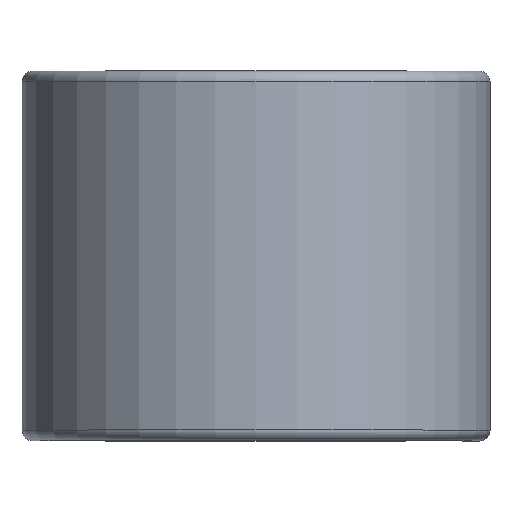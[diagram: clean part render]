
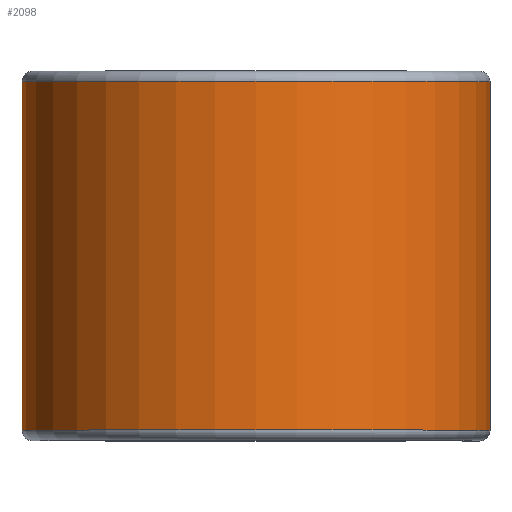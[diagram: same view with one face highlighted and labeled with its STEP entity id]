
A CAD part, top view. The second image highlights one B-rep face of the part: STEP entity #2098.
In plain terms, the highlighted cylindrical face has radius 17.094 mm (diameter 34.188 mm), a partial arc.
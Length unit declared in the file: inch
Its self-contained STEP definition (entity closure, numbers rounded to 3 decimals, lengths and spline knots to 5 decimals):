
#6 = CARTESIAN_POINT ( 'NONE',  ( 0., -0.50125, 0. ) ) ;
#269 = CARTESIAN_POINT ( 'NONE',  ( 0.673, 0.50125, 0. ) ) ;
#353 = AXIS2_PLACEMENT_3D ( 'NONE', #1191, #2389, #2356 ) ;
#445 = EDGE_CURVE ( 'NONE', #1082, #2408, #1322, .T. ) ;
#492 = CIRCLE ( 'NONE', #836, 0.673 ) ;
#531 = VERTEX_POINT ( 'NONE', #269 ) ;
#532 = DIRECTION ( 'NONE',  ( 0., -1., 0. ) ) ;
#554 = EDGE_CURVE ( 'NONE', #1232, #1082, #492, .T. ) ;
#555 = CYLINDRICAL_SURFACE ( 'NONE', #1112, 0.673 ) ;
#564 = EDGE_CURVE ( 'NONE', #1232, #531, #2068, .T. ) ;
#568 = EDGE_CURVE ( 'NONE', #531, #2408, #1919, .T. ) ;
#570 = ORIENTED_EDGE ( 'NONE', *, *, #568, .T. ) ;
#779 = ORIENTED_EDGE ( 'NONE', *, *, #445, .F. ) ;
#836 = AXIS2_PLACEMENT_3D ( 'NONE', #6, #1226, #872 ) ;
#872 = DIRECTION ( 'NONE',  ( 0., 0., -1. ) ) ;
#1082 = VERTEX_POINT ( 'NONE', #1866 ) ;
#1112 = AXIS2_PLACEMENT_3D ( 'NONE', #2060, #532, #1694 ) ;
#1120 = ORIENTED_EDGE ( 'NONE', *, *, #564, .T. ) ;
#1191 = CARTESIAN_POINT ( 'NONE',  ( 0., 0.50125, 0. ) ) ;
#1206 = DIRECTION ( 'NONE',  ( 0., 1., 0. ) ) ;
#1226 = DIRECTION ( 'NONE',  ( 0., -1., 0. ) ) ;
#1232 = VERTEX_POINT ( 'NONE', #1645 ) ;
#1300 = VECTOR ( 'NONE', #1518, 39.37008 ) ;
#1316 = CARTESIAN_POINT ( 'NONE',  ( 0., 0.50125, -0.673 ) ) ;
#1322 = LINE ( 'NONE', #1316, #1300 ) ;
#1352 = FACE_OUTER_BOUND ( 'NONE', #2220, .T. ) ;
#1518 = DIRECTION ( 'NONE',  ( 0., 1., 0. ) ) ;
#1645 = CARTESIAN_POINT ( 'NONE',  ( 0.673, -0.50125, 0. ) ) ;
#1694 = DIRECTION ( 'NONE',  ( 0., 0., -1. ) ) ;
#1745 = CARTESIAN_POINT ( 'NONE',  ( 0., 0.50125, -0.673 ) ) ;
#1843 = VECTOR ( 'NONE', #1206, 39.37008 ) ;
#1866 = CARTESIAN_POINT ( 'NONE',  ( 0., -0.50125, -0.673 ) ) ;
#1884 = ORIENTED_EDGE ( 'NONE', *, *, #554, .F. ) ;
#1919 = CIRCLE ( 'NONE', #353, 0.673 ) ;
#1933 = CARTESIAN_POINT ( 'NONE',  ( 0.673, 0.50125, 0. ) ) ;
#2060 = CARTESIAN_POINT ( 'NONE',  ( 0., 0.5, 0. ) ) ;
#2068 = LINE ( 'NONE', #1933, #1843 ) ;
#2098 = ADVANCED_FACE ( 'NONE', ( #1352 ), #555, .T. ) ;
#2220 = EDGE_LOOP ( 'NONE', ( #1120, #570, #779, #1884 ) ) ;
#2356 = DIRECTION ( 'NONE',  ( 0., 0., -1. ) ) ;
#2389 = DIRECTION ( 'NONE',  ( 0., -1., 0. ) ) ;
#2408 = VERTEX_POINT ( 'NONE', #1745 ) ;
